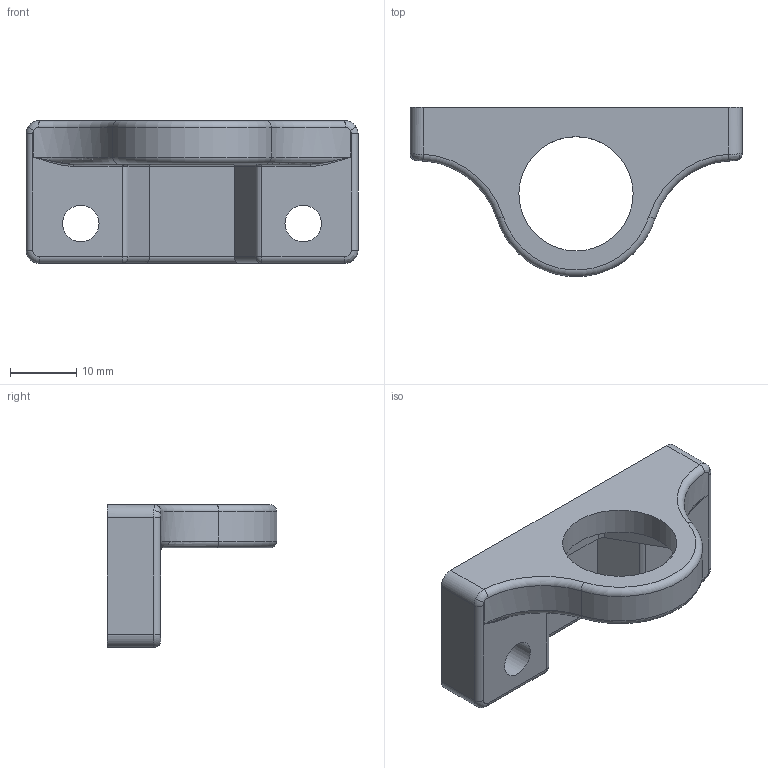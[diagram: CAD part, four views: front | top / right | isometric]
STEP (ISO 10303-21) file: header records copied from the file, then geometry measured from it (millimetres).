
FILE_DESCRIPTION(/* description */ (''),/* implementation_level */ '2;1');
FILE_NAME(/* name */ 'Befestigungswinkel_IE-Adapter.stp',/* time_stamp */ '2016-09-21T13:55:23+02:00',/* author */ (''),/* organization */ (''),/* preprocessor_version */ 'ST-DEVELOPER v16',/* originating_system */ 'SIEMENS PLM Software NX 10.0',/* authorisation */ '');
FILE_SCHEMA (('AUTOMOTIVE_DESIGN { 1 0 10303 214 3 1 1 1 }'));
Length unit declared in the file: millimetre
Products named in the file (1): 100617643ugm000_a
Bounding box: 50 x 25.46 x 21.5 mm (x, y, z)
Volume: 4999.6 mm3; surface area: 5188 mm2
Topology: 1 solids, 1 shells, 124 faces, 301 edges, 164 vertices
Faces by surface type: cylinder 58, plane 34, sphere 14, torus 11, bspline 7
Full cylindrical faces by diameter (mm): 5.5 x2, 17.2 x1
Entity records: 3593 total; most frequent: CARTESIAN_POINT 750, DIRECTION 632, ORIENTED_EDGE 560, EDGE_CURVE 280, AXIS2_PLACEMENT_3D 246, VERTEX_POINT 164, LINE 140, VECTOR 140
